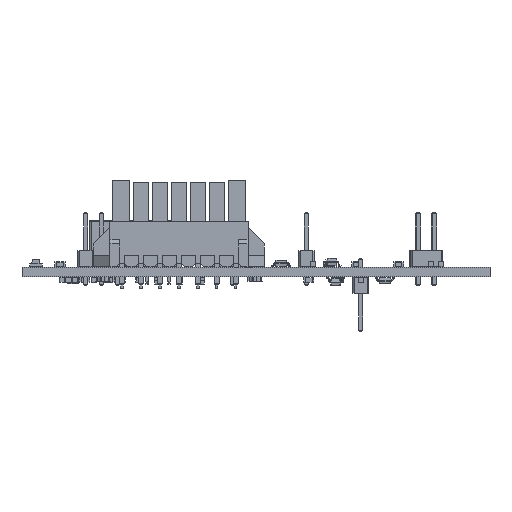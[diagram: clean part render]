
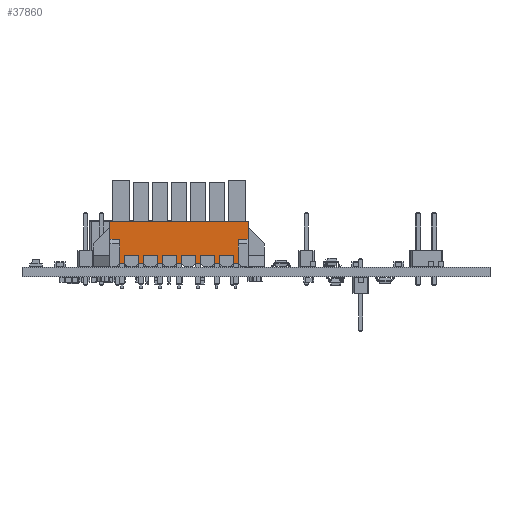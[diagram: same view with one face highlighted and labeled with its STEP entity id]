
A CAD part, front view. The second image highlights one B-rep face of the part: STEP entity #37860.
In plain terms, the highlighted face is planar.
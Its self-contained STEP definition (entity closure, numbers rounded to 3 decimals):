
#35470 = VERTEX_POINT('',#35471);
#35471 = CARTESIAN_POINT('',(10.92,3.43,7.08));
#35477 = EDGE_CURVE('',#35470,#35478,#35480,.T.);
#35478 = VERTEX_POINT('',#35479);
#35479 = CARTESIAN_POINT('',(-10.92,3.43,7.08));
#35480 = LINE('',#35481,#35482);
#35481 = CARTESIAN_POINT('',(13.5,3.43,7.08));
#35482 = VECTOR('',#35483,1.);
#35483 = DIRECTION('',(-1.,0.,0.));
#37274 = VERTEX_POINT('',#37275);
#37275 = CARTESIAN_POINT('',(-9.38,3.43,0.51));
#37304 = VERTEX_POINT('',#37305);
#37305 = CARTESIAN_POINT('',(9.38,3.43,0.51));
#37343 = VERTEX_POINT('',#37344);
#37344 = CARTESIAN_POINT('',(-8.62,3.43,0.51));
#37391 = VERTEX_POINT('',#37392);
#37392 = CARTESIAN_POINT('',(-6.38,3.43,0.51));
#37421 = VERTEX_POINT('',#37422);
#37422 = CARTESIAN_POINT('',(6.38,3.43,0.51));
#37469 = VERTEX_POINT('',#37470);
#37470 = CARTESIAN_POINT('',(8.62,3.43,0.51));
#37499 = VERTEX_POINT('',#37500);
#37500 = CARTESIAN_POINT('',(3.38,3.43,0.51));
#37547 = VERTEX_POINT('',#37548);
#37548 = CARTESIAN_POINT('',(5.62,3.43,0.51));
#37577 = VERTEX_POINT('',#37578);
#37578 = CARTESIAN_POINT('',(0.38,3.43,0.51));
#37625 = VERTEX_POINT('',#37626);
#37626 = CARTESIAN_POINT('',(2.62,3.43,0.51));
#37655 = VERTEX_POINT('',#37656);
#37656 = CARTESIAN_POINT('',(-2.62,3.43,0.51));
#37703 = VERTEX_POINT('',#37704);
#37704 = CARTESIAN_POINT('',(-0.38,3.43,0.51));
#37733 = VERTEX_POINT('',#37734);
#37734 = CARTESIAN_POINT('',(-5.62,3.43,0.51));
#37781 = VERTEX_POINT('',#37782);
#37782 = CARTESIAN_POINT('',(-3.38,3.43,0.51));
#37860 = ADVANCED_FACE('',(#37861),#38082,.T.);
#37861 = FACE_BOUND('',#37862,.T.);
#37862 = EDGE_LOOP('',(#37863,#37871,#37877,#37885,#37893,#37899,#37905,
    #37913,#37921,#37927,#37928,#37936,#37944,#37950,#37956,#37964,
    #37972,#37978,#37984,#37992,#38000,#38006,#38012,#38020,#38028,
    #38034,#38040,#38048,#38056,#38062,#38068,#38076));
#37863 = ORIENTED_EDGE('',*,*,#37864,.F.);
#37864 = EDGE_CURVE('',#37733,#37865,#37867,.T.);
#37865 = VERTEX_POINT('',#37866);
#37866 = CARTESIAN_POINT('',(-5.62,3.43,1.8));
#37867 = LINE('',#37868,#37869);
#37868 = CARTESIAN_POINT('',(-5.62,3.43,7.08));
#37869 = VECTOR('',#37870,1.);
#37870 = DIRECTION('',(0.,0.,1.));
#37871 = ORIENTED_EDGE('',*,*,#37872,.T.);
#37872 = EDGE_CURVE('',#37733,#37391,#37873,.T.);
#37873 = LINE('',#37874,#37875);
#37874 = CARTESIAN_POINT('',(9.38,3.43,0.51));
#37875 = VECTOR('',#37876,1.);
#37876 = DIRECTION('',(-1.,0.,0.));
#37877 = ORIENTED_EDGE('',*,*,#37878,.F.);
#37878 = EDGE_CURVE('',#37879,#37391,#37881,.T.);
#37879 = VERTEX_POINT('',#37880);
#37880 = CARTESIAN_POINT('',(-6.38,3.43,1.8));
#37881 = LINE('',#37882,#37883);
#37882 = CARTESIAN_POINT('',(-6.38,3.43,7.08));
#37883 = VECTOR('',#37884,1.);
#37884 = DIRECTION('',(0.,0.,-1.));
#37885 = ORIENTED_EDGE('',*,*,#37886,.F.);
#37886 = EDGE_CURVE('',#37887,#37879,#37889,.T.);
#37887 = VERTEX_POINT('',#37888);
#37888 = CARTESIAN_POINT('',(-8.62,3.43,1.8));
#37889 = LINE('',#37890,#37891);
#37890 = CARTESIAN_POINT('',(13.5,3.43,1.8));
#37891 = VECTOR('',#37892,1.);
#37892 = DIRECTION('',(1.,0.,0.));
#37893 = ORIENTED_EDGE('',*,*,#37894,.F.);
#37894 = EDGE_CURVE('',#37343,#37887,#37895,.T.);
#37895 = LINE('',#37896,#37897);
#37896 = CARTESIAN_POINT('',(-8.62,3.43,7.08));
#37897 = VECTOR('',#37898,1.);
#37898 = DIRECTION('',(0.,0.,1.));
#37899 = ORIENTED_EDGE('',*,*,#37900,.T.);
#37900 = EDGE_CURVE('',#37343,#37274,#37901,.T.);
#37901 = LINE('',#37902,#37903);
#37902 = CARTESIAN_POINT('',(9.38,3.43,0.51));
#37903 = VECTOR('',#37904,1.);
#37904 = DIRECTION('',(-1.,0.,0.));
#37905 = ORIENTED_EDGE('',*,*,#37906,.F.);
#37906 = EDGE_CURVE('',#37907,#37274,#37909,.T.);
#37907 = VERTEX_POINT('',#37908);
#37908 = CARTESIAN_POINT('',(-9.38,3.43,4.37));
#37909 = LINE('',#37910,#37911);
#37910 = CARTESIAN_POINT('',(-9.38,3.43,4.58));
#37911 = VECTOR('',#37912,1.);
#37912 = DIRECTION('',(0.,0.,-1.));
#37913 = ORIENTED_EDGE('',*,*,#37914,.F.);
#37914 = EDGE_CURVE('',#37915,#37907,#37917,.T.);
#37915 = VERTEX_POINT('',#37916);
#37916 = CARTESIAN_POINT('',(-10.92,3.43,4.37));
#37917 = LINE('',#37918,#37919);
#37918 = CARTESIAN_POINT('',(13.5,3.43,4.37));
#37919 = VECTOR('',#37920,1.);
#37920 = DIRECTION('',(1.,0.,0.));
#37921 = ORIENTED_EDGE('',*,*,#37922,.T.);
#37922 = EDGE_CURVE('',#37915,#35478,#37923,.T.);
#37923 = LINE('',#37924,#37925);
#37924 = CARTESIAN_POINT('',(-10.92,3.43,7.08));
#37925 = VECTOR('',#37926,1.);
#37926 = DIRECTION('',(0.,0.,1.));
#37927 = ORIENTED_EDGE('',*,*,#35477,.F.);
#37928 = ORIENTED_EDGE('',*,*,#37929,.T.);
#37929 = EDGE_CURVE('',#35470,#37930,#37932,.T.);
#37930 = VERTEX_POINT('',#37931);
#37931 = CARTESIAN_POINT('',(10.92,3.43,4.37));
#37932 = LINE('',#37933,#37934);
#37933 = CARTESIAN_POINT('',(10.92,3.43,7.08));
#37934 = VECTOR('',#37935,1.);
#37935 = DIRECTION('',(0.,0.,-1.));
#37936 = ORIENTED_EDGE('',*,*,#37937,.F.);
#37937 = EDGE_CURVE('',#37938,#37930,#37940,.T.);
#37938 = VERTEX_POINT('',#37939);
#37939 = CARTESIAN_POINT('',(9.38,3.43,4.37));
#37940 = LINE('',#37941,#37942);
#37941 = CARTESIAN_POINT('',(13.5,3.43,4.37));
#37942 = VECTOR('',#37943,1.);
#37943 = DIRECTION('',(1.,0.,0.));
#37944 = ORIENTED_EDGE('',*,*,#37945,.F.);
#37945 = EDGE_CURVE('',#37304,#37938,#37946,.T.);
#37946 = LINE('',#37947,#37948);
#37947 = CARTESIAN_POINT('',(9.38,3.43,0.));
#37948 = VECTOR('',#37949,1.);
#37949 = DIRECTION('',(0.,0.,1.));
#37950 = ORIENTED_EDGE('',*,*,#37951,.T.);
#37951 = EDGE_CURVE('',#37304,#37469,#37952,.T.);
#37952 = LINE('',#37953,#37954);
#37953 = CARTESIAN_POINT('',(9.38,3.43,0.51));
#37954 = VECTOR('',#37955,1.);
#37955 = DIRECTION('',(-1.,0.,0.));
#37956 = ORIENTED_EDGE('',*,*,#37957,.F.);
#37957 = EDGE_CURVE('',#37958,#37469,#37960,.T.);
#37958 = VERTEX_POINT('',#37959);
#37959 = CARTESIAN_POINT('',(8.62,3.43,1.8));
#37960 = LINE('',#37961,#37962);
#37961 = CARTESIAN_POINT('',(8.62,3.43,7.08));
#37962 = VECTOR('',#37963,1.);
#37963 = DIRECTION('',(0.,0.,-1.));
#37964 = ORIENTED_EDGE('',*,*,#37965,.F.);
#37965 = EDGE_CURVE('',#37966,#37958,#37968,.T.);
#37966 = VERTEX_POINT('',#37967);
#37967 = CARTESIAN_POINT('',(6.38,3.43,1.8));
#37968 = LINE('',#37969,#37970);
#37969 = CARTESIAN_POINT('',(13.5,3.43,1.8));
#37970 = VECTOR('',#37971,1.);
#37971 = DIRECTION('',(1.,0.,0.));
#37972 = ORIENTED_EDGE('',*,*,#37973,.F.);
#37973 = EDGE_CURVE('',#37421,#37966,#37974,.T.);
#37974 = LINE('',#37975,#37976);
#37975 = CARTESIAN_POINT('',(6.38,3.43,7.08));
#37976 = VECTOR('',#37977,1.);
#37977 = DIRECTION('',(0.,0.,1.));
#37978 = ORIENTED_EDGE('',*,*,#37979,.T.);
#37979 = EDGE_CURVE('',#37421,#37547,#37980,.T.);
#37980 = LINE('',#37981,#37982);
#37981 = CARTESIAN_POINT('',(9.38,3.43,0.51));
#37982 = VECTOR('',#37983,1.);
#37983 = DIRECTION('',(-1.,0.,0.));
#37984 = ORIENTED_EDGE('',*,*,#37985,.F.);
#37985 = EDGE_CURVE('',#37986,#37547,#37988,.T.);
#37986 = VERTEX_POINT('',#37987);
#37987 = CARTESIAN_POINT('',(5.62,3.43,1.8));
#37988 = LINE('',#37989,#37990);
#37989 = CARTESIAN_POINT('',(5.62,3.43,7.08));
#37990 = VECTOR('',#37991,1.);
#37991 = DIRECTION('',(0.,0.,-1.));
#37992 = ORIENTED_EDGE('',*,*,#37993,.F.);
#37993 = EDGE_CURVE('',#37994,#37986,#37996,.T.);
#37994 = VERTEX_POINT('',#37995);
#37995 = CARTESIAN_POINT('',(3.38,3.43,1.8));
#37996 = LINE('',#37997,#37998);
#37997 = CARTESIAN_POINT('',(13.5,3.43,1.8));
#37998 = VECTOR('',#37999,1.);
#37999 = DIRECTION('',(1.,0.,0.));
#38000 = ORIENTED_EDGE('',*,*,#38001,.F.);
#38001 = EDGE_CURVE('',#37499,#37994,#38002,.T.);
#38002 = LINE('',#38003,#38004);
#38003 = CARTESIAN_POINT('',(3.38,3.43,7.08));
#38004 = VECTOR('',#38005,1.);
#38005 = DIRECTION('',(0.,0.,1.));
#38006 = ORIENTED_EDGE('',*,*,#38007,.T.);
#38007 = EDGE_CURVE('',#37499,#37625,#38008,.T.);
#38008 = LINE('',#38009,#38010);
#38009 = CARTESIAN_POINT('',(9.38,3.43,0.51));
#38010 = VECTOR('',#38011,1.);
#38011 = DIRECTION('',(-1.,0.,0.));
#38012 = ORIENTED_EDGE('',*,*,#38013,.F.);
#38013 = EDGE_CURVE('',#38014,#37625,#38016,.T.);
#38014 = VERTEX_POINT('',#38015);
#38015 = CARTESIAN_POINT('',(2.62,3.43,1.8));
#38016 = LINE('',#38017,#38018);
#38017 = CARTESIAN_POINT('',(2.62,3.43,7.08));
#38018 = VECTOR('',#38019,1.);
#38019 = DIRECTION('',(0.,0.,-1.));
#38020 = ORIENTED_EDGE('',*,*,#38021,.F.);
#38021 = EDGE_CURVE('',#38022,#38014,#38024,.T.);
#38022 = VERTEX_POINT('',#38023);
#38023 = CARTESIAN_POINT('',(0.38,3.43,1.8));
#38024 = LINE('',#38025,#38026);
#38025 = CARTESIAN_POINT('',(13.5,3.43,1.8));
#38026 = VECTOR('',#38027,1.);
#38027 = DIRECTION('',(1.,0.,0.));
#38028 = ORIENTED_EDGE('',*,*,#38029,.F.);
#38029 = EDGE_CURVE('',#37577,#38022,#38030,.T.);
#38030 = LINE('',#38031,#38032);
#38031 = CARTESIAN_POINT('',(0.38,3.43,7.08));
#38032 = VECTOR('',#38033,1.);
#38033 = DIRECTION('',(0.,0.,1.));
#38034 = ORIENTED_EDGE('',*,*,#38035,.T.);
#38035 = EDGE_CURVE('',#37577,#37703,#38036,.T.);
#38036 = LINE('',#38037,#38038);
#38037 = CARTESIAN_POINT('',(9.38,3.43,0.51));
#38038 = VECTOR('',#38039,1.);
#38039 = DIRECTION('',(-1.,0.,0.));
#38040 = ORIENTED_EDGE('',*,*,#38041,.F.);
#38041 = EDGE_CURVE('',#38042,#37703,#38044,.T.);
#38042 = VERTEX_POINT('',#38043);
#38043 = CARTESIAN_POINT('',(-0.38,3.43,1.8));
#38044 = LINE('',#38045,#38046);
#38045 = CARTESIAN_POINT('',(-0.38,3.43,7.08));
#38046 = VECTOR('',#38047,1.);
#38047 = DIRECTION('',(0.,0.,-1.));
#38048 = ORIENTED_EDGE('',*,*,#38049,.F.);
#38049 = EDGE_CURVE('',#38050,#38042,#38052,.T.);
#38050 = VERTEX_POINT('',#38051);
#38051 = CARTESIAN_POINT('',(-2.62,3.43,1.8));
#38052 = LINE('',#38053,#38054);
#38053 = CARTESIAN_POINT('',(13.5,3.43,1.8));
#38054 = VECTOR('',#38055,1.);
#38055 = DIRECTION('',(1.,0.,0.));
#38056 = ORIENTED_EDGE('',*,*,#38057,.F.);
#38057 = EDGE_CURVE('',#37655,#38050,#38058,.T.);
#38058 = LINE('',#38059,#38060);
#38059 = CARTESIAN_POINT('',(-2.62,3.43,7.08));
#38060 = VECTOR('',#38061,1.);
#38061 = DIRECTION('',(0.,0.,1.));
#38062 = ORIENTED_EDGE('',*,*,#38063,.T.);
#38063 = EDGE_CURVE('',#37655,#37781,#38064,.T.);
#38064 = LINE('',#38065,#38066);
#38065 = CARTESIAN_POINT('',(9.38,3.43,0.51));
#38066 = VECTOR('',#38067,1.);
#38067 = DIRECTION('',(-1.,0.,0.));
#38068 = ORIENTED_EDGE('',*,*,#38069,.F.);
#38069 = EDGE_CURVE('',#38070,#37781,#38072,.T.);
#38070 = VERTEX_POINT('',#38071);
#38071 = CARTESIAN_POINT('',(-3.38,3.43,1.8));
#38072 = LINE('',#38073,#38074);
#38073 = CARTESIAN_POINT('',(-3.38,3.43,7.08));
#38074 = VECTOR('',#38075,1.);
#38075 = DIRECTION('',(0.,0.,-1.));
#38076 = ORIENTED_EDGE('',*,*,#38077,.F.);
#38077 = EDGE_CURVE('',#37865,#38070,#38078,.T.);
#38078 = LINE('',#38079,#38080);
#38079 = CARTESIAN_POINT('',(13.5,3.43,1.8));
#38080 = VECTOR('',#38081,1.);
#38081 = DIRECTION('',(1.,0.,0.));
#38082 = PLANE('',#38083);
#38083 = AXIS2_PLACEMENT_3D('',#38084,#38085,#38086);
#38084 = CARTESIAN_POINT('',(13.5,3.43,7.08));
#38085 = DIRECTION('',(0.,1.,0.));
#38086 = DIRECTION('',(0.,0.,1.));
